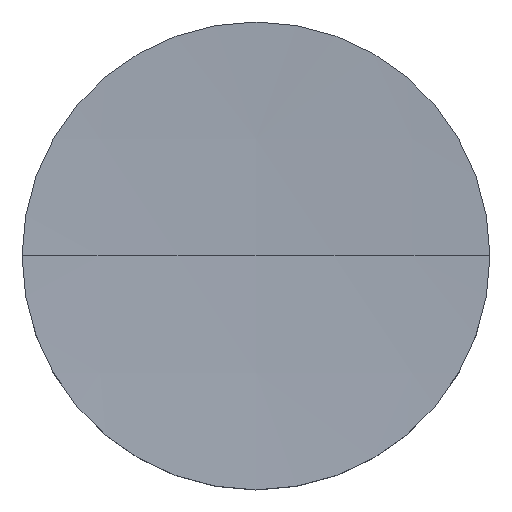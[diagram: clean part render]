
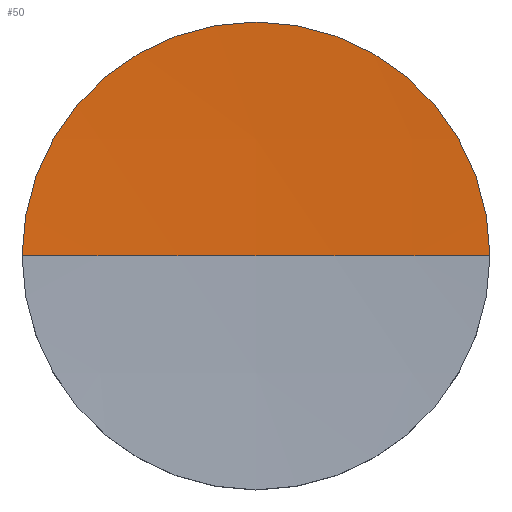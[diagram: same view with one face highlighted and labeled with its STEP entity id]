
A CAD part, top view. The second image highlights one B-rep face of the part: STEP entity #50.
In plain terms, the highlighted spherical face has radius 250 mm.
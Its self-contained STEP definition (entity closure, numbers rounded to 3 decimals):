
#11 = AXIS2_PLACEMENT_3D ( 'NONE', #56, #37, #114 ) ;
#13 = CARTESIAN_POINT ( 'NONE',  ( 0., 0., 255.677 ) ) ;
#15 = EDGE_CURVE ( 'NONE', #117, #113, #22, .T. ) ;
#16 = CIRCLE ( 'NONE', #105, 250. ) ;
#22 = CIRCLE ( 'NONE', #11, 250. ) ;
#33 = CIRCLE ( 'NONE', #153, 12.7 ) ;
#37 = DIRECTION ( 'NONE',  ( 0., -1., 0. ) ) ;
#40 = CARTESIAN_POINT ( 'NONE',  ( -12.7, 0., 6. ) ) ;
#50 = ADVANCED_FACE ( 'NONE', ( #147 ), #195, .F. ) ;
#56 = CARTESIAN_POINT ( 'NONE',  ( 0., 0., 255.677 ) ) ;
#57 = DIRECTION ( 'NONE',  ( 0., 1., 0. ) ) ;
#60 = DIRECTION ( 'NONE',  ( 1., 0., 0. ) ) ;
#67 = CARTESIAN_POINT ( 'NONE',  ( 0., 0., 6. ) ) ;
#77 = ORIENTED_EDGE ( 'NONE', *, *, #83, .F. ) ;
#83 = EDGE_CURVE ( 'NONE', #180, #113, #16, .T. ) ;
#85 = DIRECTION ( 'NONE',  ( 1., 0., 0. ) ) ;
#88 = CARTESIAN_POINT ( 'NONE',  ( 0., 0., 5.677 ) ) ;
#92 = EDGE_LOOP ( 'NONE', ( #163, #175, #77 ) ) ;
#101 = DIRECTION ( 'NONE',  ( 0., 0., 1. ) ) ;
#105 = AXIS2_PLACEMENT_3D ( 'NONE', #116, #57, #101 ) ;
#106 = CARTESIAN_POINT ( 'NONE',  ( 12.7, 0., 6. ) ) ;
#113 = VERTEX_POINT ( 'NONE', #88 ) ;
#114 = DIRECTION ( 'NONE',  ( 1., 0., 0. ) ) ;
#116 = CARTESIAN_POINT ( 'NONE',  ( 0., 0., 255.677 ) ) ;
#117 = VERTEX_POINT ( 'NONE', #40 ) ;
#129 = AXIS2_PLACEMENT_3D ( 'NONE', #13, #172, #85 ) ;
#147 = FACE_OUTER_BOUND ( 'NONE', #92, .T. ) ;
#151 = DIRECTION ( 'NONE',  ( 0., 0., -1. ) ) ;
#153 = AXIS2_PLACEMENT_3D ( 'NONE', #67, #151, #60 ) ;
#163 = ORIENTED_EDGE ( 'NONE', *, *, #189, .F. ) ;
#172 = DIRECTION ( 'NONE',  ( 0., -1., 0. ) ) ;
#175 = ORIENTED_EDGE ( 'NONE', *, *, #15, .T. ) ;
#180 = VERTEX_POINT ( 'NONE', #106 ) ;
#189 = EDGE_CURVE ( 'NONE', #117, #180, #33, .T. ) ;
#195 = SPHERICAL_SURFACE ( 'NONE', #129, 250. ) ;
